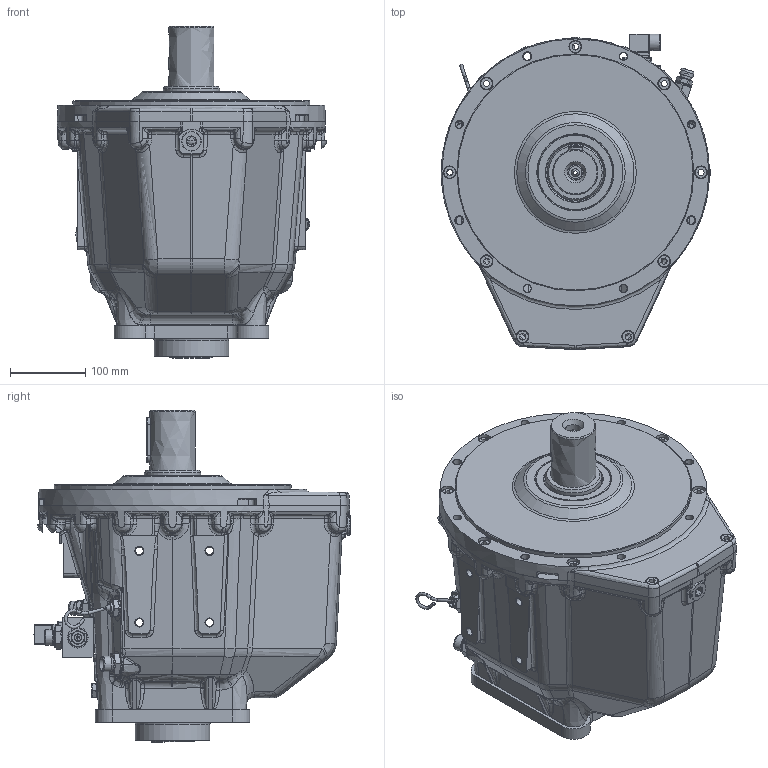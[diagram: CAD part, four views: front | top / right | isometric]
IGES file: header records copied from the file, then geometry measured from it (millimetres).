
Start section: SolidWorks IGES file using analytic representation for surfaces
Global section: file name: ITIP120ET00103.IGS; native system: SolidWorks 2015; preprocessor: SolidWorks 2015; author: pezzinig; date: 171006.113303; units: millimetre
Bounding box: 357.62 x 419.35 x 440.4 mm (x, y, z)
Surface area: 783971.4 mm2 (no closed solid volume)
Topology: 0 solids, 0 shells, 1671 faces, 21499 edges, 25481 vertices
Faces by surface type: bspline 977, revolution 694
